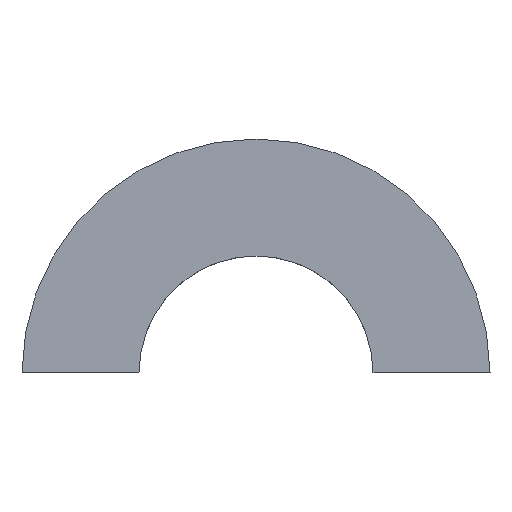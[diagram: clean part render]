
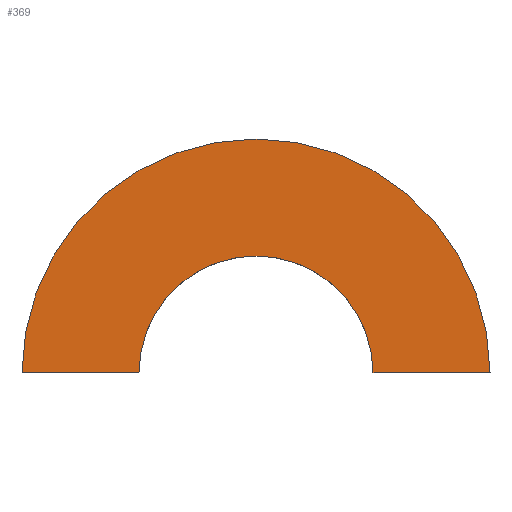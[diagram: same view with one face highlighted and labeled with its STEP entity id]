
A CAD part, left-side view. The second image highlights one B-rep face of the part: STEP entity #369.
In plain terms, the highlighted planar face has unit normal (-1, 0, 0).
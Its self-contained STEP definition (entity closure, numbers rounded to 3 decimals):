
#317=CARTESIAN_POINT('Vertex',(-25.,25.,0.)) ;
#320=CARTESIAN_POINT('Axis2P3D Location',(-25.,0.,0.)) ;
#324=CARTESIAN_POINT('Vertex',(-25.,-25.,0.)) ;
#339=CARTESIAN_POINT('Axis2P3D Location',(-25.,12.5,0.)) ;
#344=CARTESIAN_POINT('Line Origine',(-25.,18.75,0.)) ;
#348=CARTESIAN_POINT('Vertex',(-25.,12.5,0.)) ;
#351=CARTESIAN_POINT('Axis2P3D Location',(-25.,0.,0.)) ;
#355=CARTESIAN_POINT('Vertex',(-25.,-12.5,0.)) ;
#358=CARTESIAN_POINT('Line Origine',(-25.,-18.75,0.)) ;
#321=DIRECTION('Axis2P3D Direction',(1.,0.,0.)) ;
#340=DIRECTION('Axis2P3D Direction',(1.,0.,0.)) ;
#341=DIRECTION('Axis2P3D XDirection',(0.,1.,0.)) ;
#345=DIRECTION('Vector Direction',(0.,1.,0.)) ;
#352=DIRECTION('Axis2P3D Direction',(1.,0.,0.)) ;
#359=DIRECTION('Vector Direction',(0.,1.,0.)) ;
#322=AXIS2_PLACEMENT_3D('Circle Axis2P3D',#320,#321,$) ;
#342=AXIS2_PLACEMENT_3D('Plane Axis2P3D',#339,#340,#341) ;
#353=AXIS2_PLACEMENT_3D('Circle Axis2P3D',#351,#352,$) ;
#364=ORIENTED_EDGE('',*,*,#326,.F.) ;
#365=ORIENTED_EDGE('',*,*,#350,.T.) ;
#366=ORIENTED_EDGE('',*,*,#357,.T.) ;
#367=ORIENTED_EDGE('',*,*,#362,.F.) ;
#346=VECTOR('Line Direction',#345,1.) ;
#360=VECTOR('Line Direction',#359,1.) ;
#369=ADVANCED_FACE('Bearing Top',(#368),#343,.F.) ;
#323=CIRCLE('generated circle',#322,25.) ;
#354=CIRCLE('generated circle',#353,12.5) ;
#326=EDGE_CURVE('',#318,#325,#323,.T.) ;
#350=EDGE_CURVE('',#318,#349,#347,.F.) ;
#357=EDGE_CURVE('',#349,#356,#354,.T.) ;
#362=EDGE_CURVE('',#325,#356,#361,.T.) ;
#363=EDGE_LOOP('',(#364,#365,#366,#367)) ;
#368=FACE_OUTER_BOUND('',#363,.T.) ;
#347=LINE('Line',#344,#346) ;
#361=LINE('Line',#358,#360) ;
#343=PLANE('',#342) ;
#318=VERTEX_POINT('',#317) ;
#325=VERTEX_POINT('',#324) ;
#349=VERTEX_POINT('',#348) ;
#356=VERTEX_POINT('',#355) ;
